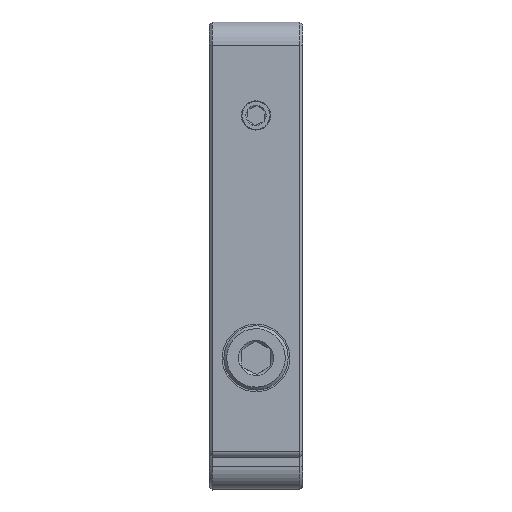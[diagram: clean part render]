
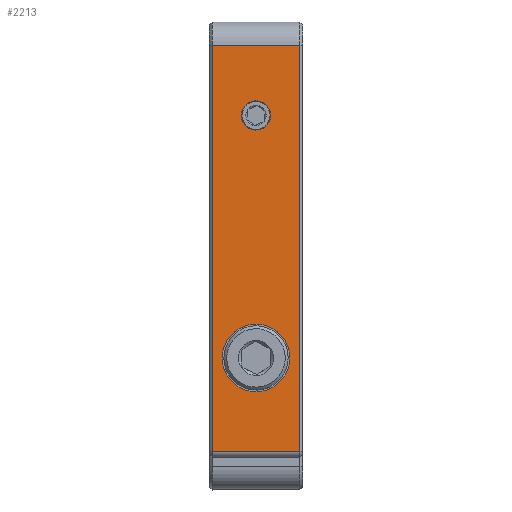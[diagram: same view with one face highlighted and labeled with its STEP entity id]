
A CAD part, top view. The second image highlights one B-rep face of the part: STEP entity #2213.
In plain terms, the highlighted planar face has unit normal (0, 0, 1).
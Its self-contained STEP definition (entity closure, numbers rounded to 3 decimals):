
#315 = CARTESIAN_POINT ( 'NONE',  ( 37.891, 31.311, 60. ) ) ;
#352 = EDGE_CURVE ( 'NONE', #5198, #4273, #3261, .T. ) ;
#423 = VERTEX_POINT ( 'NONE', #3727 ) ;
#541 = LINE ( 'NONE', #5259, #1181 ) ;
#542 = EDGE_CURVE ( 'NONE', #423, #5534, #1978, .T. ) ;
#561 = CIRCLE ( 'NONE', #2945, 2.9 ) ;
#780 = FACE_BOUND ( 'NONE', #5669, .T. ) ;
#790 = DIRECTION ( 'NONE',  ( 0., 1., 0. ) ) ;
#958 = ORIENTED_EDGE ( 'NONE', *, *, #1024, .F. ) ;
#1007 = DIRECTION ( 'NONE',  ( 0., -1., 0. ) ) ;
#1024 = EDGE_CURVE ( 'NONE', #4273, #423, #541, .T. ) ;
#1181 = VECTOR ( 'NONE', #3404, 1000. ) ;
#1213 = AXIS2_PLACEMENT_3D ( 'NONE', #1742, #2813, #2781 ) ;
#1438 = EDGE_CURVE ( 'NONE', #5534, #5198, #4295, .T. ) ;
#1444 = ORIENTED_EDGE ( 'NONE', *, *, #2899, .F. ) ;
#1488 = CARTESIAN_POINT ( 'NONE',  ( 32.891, 2.561, 60. ) ) ;
#1595 = CARTESIAN_POINT ( 'NONE',  ( 36.641, 31.311, 60. ) ) ;
#1742 = CARTESIAN_POINT ( 'NONE',  ( 40.641, 39.311, 60. ) ) ;
#1978 = LINE ( 'NONE', #5237, #3015 ) ;
#2213 = ADVANCED_FACE ( 'NONE', ( #4144, #2746, #780 ), #3152, .F. ) ;
#2274 = CARTESIAN_POINT ( 'NONE',  ( 40.391, 2.561, 60. ) ) ;
#2470 = VECTOR ( 'NONE', #790, 1000. ) ;
#2488 = VECTOR ( 'NONE', #4232, 1000. ) ;
#2656 = DIRECTION ( 'NONE',  ( 1., 0., 0. ) ) ;
#2746 = FACE_BOUND ( 'NONE', #3460, .T. ) ;
#2781 = DIRECTION ( 'NONE',  ( 0., 1., 0. ) ) ;
#2794 = CARTESIAN_POINT ( 'NONE',  ( 32.891, 39.311, 60. ) ) ;
#2813 = DIRECTION ( 'NONE',  ( 0., 0., -1. ) ) ;
#2899 = EDGE_CURVE ( 'NONE', #4036, #4036, #5252, .T. ) ;
#2945 = AXIS2_PLACEMENT_3D ( 'NONE', #3212, #3276, #5093 ) ;
#3015 = VECTOR ( 'NONE', #1007, 1000. ) ;
#3041 = DIRECTION ( 'NONE',  ( 0., 0., 1. ) ) ;
#3152 = PLANE ( 'NONE',  #1213 ) ;
#3176 = ORIENTED_EDGE ( 'NONE', *, *, #352, .F. ) ;
#3212 = CARTESIAN_POINT ( 'NONE',  ( 36.641, 10.561, 60. ) ) ;
#3261 = LINE ( 'NONE', #2794, #2470 ) ;
#3276 = DIRECTION ( 'NONE',  ( 0., 0., 1. ) ) ;
#3305 = VERTEX_POINT ( 'NONE', #3334 ) ;
#3334 = CARTESIAN_POINT ( 'NONE',  ( 39.541, 10.561, 60. ) ) ;
#3404 = DIRECTION ( 'NONE',  ( 1., 0., 0. ) ) ;
#3460 = EDGE_LOOP ( 'NONE', ( #1444 ) ) ;
#3727 = CARTESIAN_POINT ( 'NONE',  ( 40.391, 37.311, 60. ) ) ;
#4036 = VERTEX_POINT ( 'NONE', #315 ) ;
#4144 = FACE_OUTER_BOUND ( 'NONE', #5285, .T. ) ;
#4232 = DIRECTION ( 'NONE',  ( -1., 0., 0. ) ) ;
#4273 = VERTEX_POINT ( 'NONE', #6055 ) ;
#4295 = LINE ( 'NONE', #5687, #2488 ) ;
#4827 = ORIENTED_EDGE ( 'NONE', *, *, #5497, .F. ) ;
#5093 = DIRECTION ( 'NONE',  ( 1., 0., 0. ) ) ;
#5198 = VERTEX_POINT ( 'NONE', #1488 ) ;
#5237 = CARTESIAN_POINT ( 'NONE',  ( 40.391, 19.311, 60. ) ) ;
#5252 = CIRCLE ( 'NONE', #5440, 1.25 ) ;
#5259 = CARTESIAN_POINT ( 'NONE',  ( 40.641, 37.311, 60. ) ) ;
#5285 = EDGE_LOOP ( 'NONE', ( #6043, #958, #3176, #5615 ) ) ;
#5440 = AXIS2_PLACEMENT_3D ( 'NONE', #1595, #3041, #2656 ) ;
#5497 = EDGE_CURVE ( 'NONE', #3305, #3305, #561, .T. ) ;
#5534 = VERTEX_POINT ( 'NONE', #2274 ) ;
#5615 = ORIENTED_EDGE ( 'NONE', *, *, #1438, .F. ) ;
#5669 = EDGE_LOOP ( 'NONE', ( #4827 ) ) ;
#5687 = CARTESIAN_POINT ( 'NONE',  ( 40.641, 2.561, 60. ) ) ;
#6043 = ORIENTED_EDGE ( 'NONE', *, *, #542, .F. ) ;
#6055 = CARTESIAN_POINT ( 'NONE',  ( 32.891, 37.311, 60. ) ) ;
